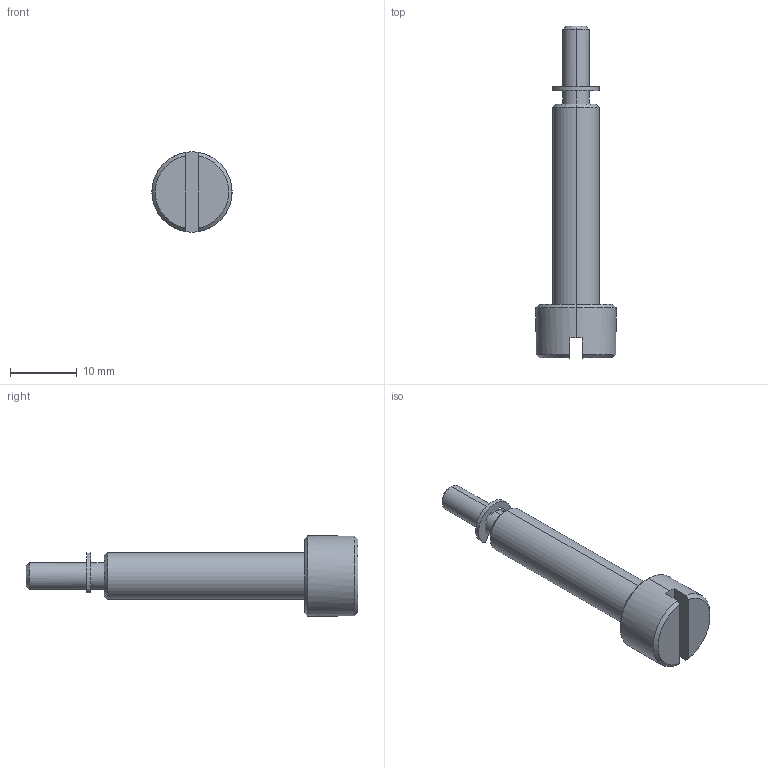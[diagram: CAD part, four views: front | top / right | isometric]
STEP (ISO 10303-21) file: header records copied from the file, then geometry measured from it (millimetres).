
FILE_DESCRIPTION (( 'STEP AP203' ), '1' );
FILE_NAME ('GH-M4.STP', '2017-08-17T11:38:48', ( '微软用户' ), ( '微软中国' ), 'SwSTEP 2.0', 'SolidWorks 2012', '' );
FILE_SCHEMA (( 'CONFIG_CONTROL_DESIGN' ));
Length unit declared in the file: millimetre
Products named in the file (1): GH-M4
Bounding box: 12 x 49.7 x 12 mm (x, y, z)
Volume: 2140.5 mm3; surface area: 1410.5 mm2
Topology: 1 solids, 1 shells, 37 faces, 99 edges, 64 vertices
Faces by surface type: plane 16, cylinder 13, cone 8
Entity records: 1260 total; most frequent: DIRECTION 217, CARTESIAN_POINT 213, ORIENTED_EDGE 198, EDGE_CURVE 99, AXIS2_PLACEMENT_3D 84, VERTEX_POINT 64, LINE 49, VECTOR 49
